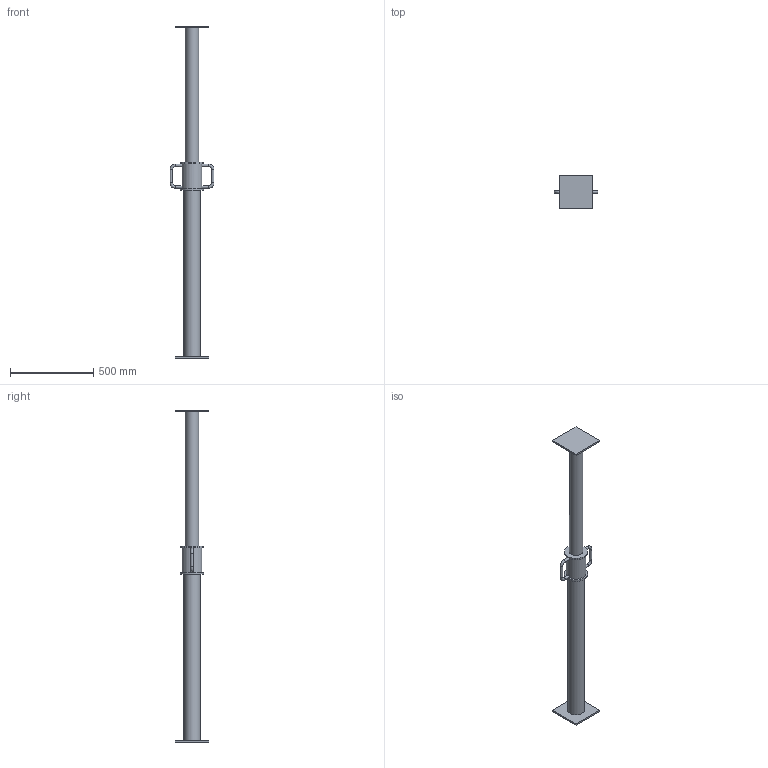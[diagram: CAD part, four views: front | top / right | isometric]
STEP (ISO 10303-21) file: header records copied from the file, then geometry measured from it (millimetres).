
FILE_DESCRIPTION(('FreeCAD Model'),'2;1');
FILE_NAME('Slab adjustable scaffolder.step','2017-07-25T16:55:45',(''),(''), 'Open CASCADE STEP processor 7.1','FreeCAD','Unknown');
FILE_SCHEMA(('AUTOMOTIVE_DESIGN_CC2 { 1 2 10303 214 -1 1 5 4 }'));
Length unit declared in the file: millimetre
Products named in the file (1): Pad006
Bounding box: 265 x 200 x 2000 mm (x, y, z)
Volume: 14814193.3 mm3; surface area: 794091.3 mm2
Topology: 1 solids, 1 shells, 31 faces, 67 edges, 42 vertices
Faces by surface type: plane 16, cylinder 11, torus 4
Full cylindrical faces by diameter (mm): 15 x6, 80 x1, 100 x1, 120 x1, 140 x2
Entity records: 3239 total; most frequent: CARTESIAN_POINT 1844, DIRECTION 253, LINE 136, VECTOR 136, ORIENTED_EDGE 134, PCURVE 134, DEFINITIONAL_REPRESENTATION 134, EDGE_CURVE 67
